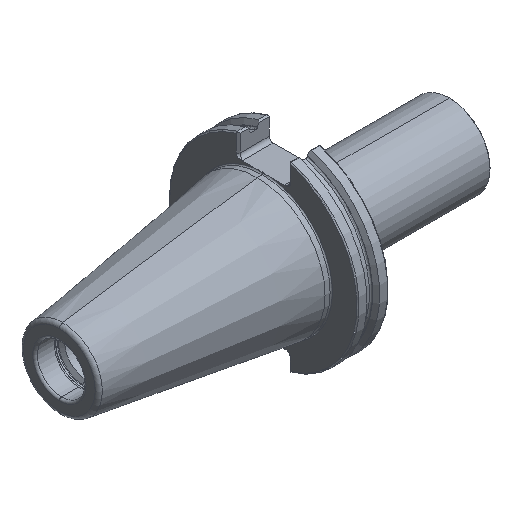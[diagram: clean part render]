
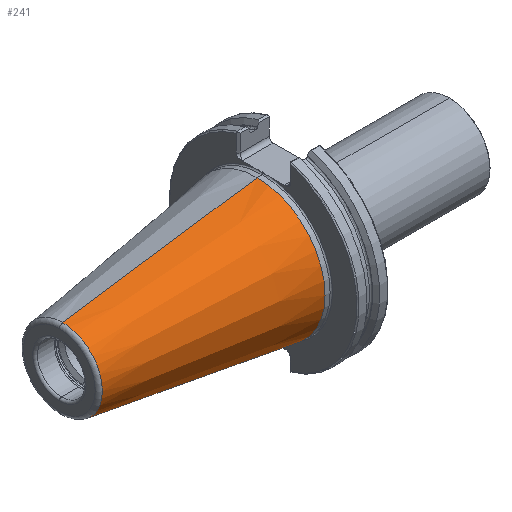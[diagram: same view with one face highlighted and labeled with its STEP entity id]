
A CAD part, isometric view. The second image highlights one B-rep face of the part: STEP entity #241.
In plain terms, the highlighted conical face has half-angle 8.297 degrees and reference radius 34.925 mm.
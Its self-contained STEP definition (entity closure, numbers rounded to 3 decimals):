
#27 = ORIENTED_EDGE ( 'NONE', *, *, #5718, .F. ) ;
#106 = EDGE_CURVE ( 'NONE', #391, #4375, #2584, .T. ) ;
#178 = CARTESIAN_POINT ( 'NONE',  ( 0., 0., 0. ) ) ;
#241 = ADVANCED_FACE ( 'NONE', ( #3232 ), #3090, .T. ) ;
#391 = VERTEX_POINT ( 'NONE', #1092 ) ;
#421 = AXIS2_PLACEMENT_3D ( 'NONE', #178, #3391, #649 ) ;
#474 = CARTESIAN_POINT ( 'NONE',  ( 0., 0., 34.925 ) ) ;
#587 = DIRECTION ( 'NONE',  ( 0., 0., -1. ) ) ;
#629 = CARTESIAN_POINT ( 'NONE',  ( 0., 0., 0. ) ) ;
#649 = DIRECTION ( 'NONE',  ( 0., 0., 1. ) ) ;
#776 = ORIENTED_EDGE ( 'NONE', *, *, #2032, .F. ) ;
#1031 = DIRECTION ( 'NONE',  ( 1., 0., 0. ) ) ;
#1092 = CARTESIAN_POINT ( 'NONE',  ( -99.889, 0., -20.358 ) ) ;
#1283 = VERTEX_POINT ( 'NONE', #1501 ) ;
#1373 = VECTOR ( 'NONE', #2369, 1000. ) ;
#1501 = CARTESIAN_POINT ( 'NONE',  ( -99.889, 0., 20.358 ) ) ;
#1603 = CIRCLE ( 'NONE', #5056, 20.358 ) ;
#1827 = LINE ( 'NONE', #5099, #4110 ) ;
#2025 = AXIS2_PLACEMENT_3D ( 'NONE', #629, #1031, #587 ) ;
#2032 = EDGE_CURVE ( 'NONE', #391, #1283, #1603, .T. ) ;
#2354 = CARTESIAN_POINT ( 'NONE',  ( 0., 0., -34.925 ) ) ;
#2369 = DIRECTION ( 'NONE',  ( 0.99, 0., -0.144 ) ) ;
#2430 = CIRCLE ( 'NONE', #421, 34.925 ) ;
#2528 = ORIENTED_EDGE ( 'NONE', *, *, #106, .T. ) ;
#2584 = LINE ( 'NONE', #2354, #1373 ) ;
#2764 = VERTEX_POINT ( 'NONE', #474 ) ;
#2995 = EDGE_LOOP ( 'NONE', ( #27, #776, #2528, #5420 ) ) ;
#3090 = CONICAL_SURFACE ( 'NONE', #2025, 34.925, 0.145 ) ;
#3232 = FACE_OUTER_BOUND ( 'NONE', #2995, .T. ) ;
#3391 = DIRECTION ( 'NONE',  ( -1., 0., 0. ) ) ;
#3410 = CARTESIAN_POINT ( 'NONE',  ( 0., 0., -34.925 ) ) ;
#3448 = EDGE_CURVE ( 'NONE', #4375, #2764, #2430, .T. ) ;
#4110 = VECTOR ( 'NONE', #5522, 1000. ) ;
#4375 = VERTEX_POINT ( 'NONE', #3410 ) ;
#5056 = AXIS2_PLACEMENT_3D ( 'NONE', #5433, #5721, #5466 ) ;
#5099 = CARTESIAN_POINT ( 'NONE',  ( 0., 0., 34.925 ) ) ;
#5420 = ORIENTED_EDGE ( 'NONE', *, *, #3448, .T. ) ;
#5433 = CARTESIAN_POINT ( 'NONE',  ( -99.889, 0., 0. ) ) ;
#5466 = DIRECTION ( 'NONE',  ( 0., 0., 1. ) ) ;
#5522 = DIRECTION ( 'NONE',  ( 0.99, 0., 0.144 ) ) ;
#5718 = EDGE_CURVE ( 'NONE', #1283, #2764, #1827, .T. ) ;
#5721 = DIRECTION ( 'NONE',  ( -1., 0., 0. ) ) ;
